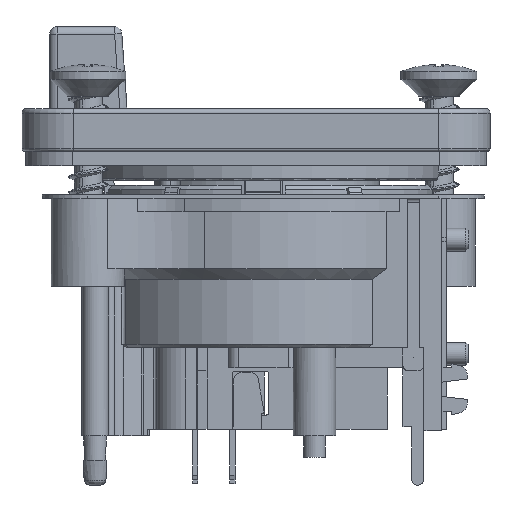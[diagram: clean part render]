
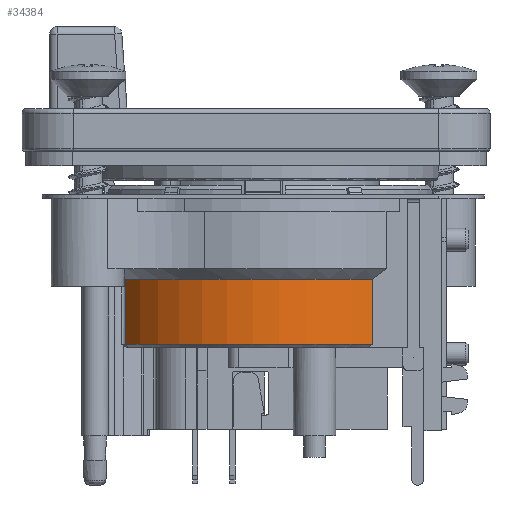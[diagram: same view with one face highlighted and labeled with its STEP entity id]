
A CAD part, left-side view. The second image highlights one B-rep face of the part: STEP entity #34384.
In plain terms, the highlighted cylindrical face has radius 10.9 mm (diameter 21.8 mm), a partial arc.
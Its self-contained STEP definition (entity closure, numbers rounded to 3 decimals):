
#741=CYLINDRICAL_SURFACE('',#36872,10.9);
#1822=LINE('',#50862,#5131);
#1998=LINE('',#51446,#5307);
#5131=VECTOR('',#40504,10.);
#5307=VECTOR('',#41044,10.);
#9291=FACE_OUTER_BOUND('',#11278,.T.);
#11278=EDGE_LOOP('',(#25834,#25835,#25836,#25837));
#13110=CIRCLE('',#36656,10.9);
#13191=CIRCLE('',#36821,10.9);
#15441=VERTEX_POINT('',#50689);
#15444=VERTEX_POINT('',#50703);
#15498=VERTEX_POINT('',#50858);
#15633=VERTEX_POINT('',#51288);
#19108=EDGE_CURVE('',#15444,#15441,#13110,.T.);
#19188=EDGE_CURVE('',#15444,#15498,#1822,.T.);
#19397=EDGE_CURVE('',#15498,#15633,#13191,.T.);
#19460=EDGE_CURVE('',#15441,#15633,#1998,.T.);
#25834=ORIENTED_EDGE('',*,*,#19108,.F.);
#25835=ORIENTED_EDGE('',*,*,#19188,.T.);
#25836=ORIENTED_EDGE('',*,*,#19397,.T.);
#25837=ORIENTED_EDGE('',*,*,#19460,.F.);
#34384=ADVANCED_FACE('',(#9291),#741,.T.);
#36656=AXIS2_PLACEMENT_3D('',#50707,#40372,#40373);
#36821=AXIS2_PLACEMENT_3D('',#51302,#40901,#40902);
#36872=AXIS2_PLACEMENT_3D('',#51448,#41046,#41047);
#40372=DIRECTION('center_axis',(0.,0.,-1.));
#40373=DIRECTION('ref_axis',(-1.,0.,0.));
#40504=DIRECTION('',(0.,0.,1.));
#40901=DIRECTION('center_axis',(0.,0.,
-1.));
#40902=DIRECTION('ref_axis',(1.,0.,0.));
#41044=DIRECTION('',(0.,0.,1.));
#41046=DIRECTION('center_axis',(0.,0.,-1.));
#41047=DIRECTION('ref_axis',(-0.989,0.146,0.));
#50689=CARTESIAN_POINT('',(-5.456,9.436,-12.05));
#50703=CARTESIAN_POINT('',(-7.945,-7.462,-12.05));
#50707=CARTESIAN_POINT('Origin',(0.,0.,-12.05));
#50858=CARTESIAN_POINT('',(-7.945,-7.462,-7.6));
#50862=CARTESIAN_POINT('',(-7.945,-7.462,-1.5));
#51288=CARTESIAN_POINT('',(-5.456,9.436,-7.6));
#51302=CARTESIAN_POINT('Origin',(0.,0.,-7.6));
#51446=CARTESIAN_POINT('',(-5.456,9.436,-1.5));
#51448=CARTESIAN_POINT('Origin',(0.,0.,-1.5));
